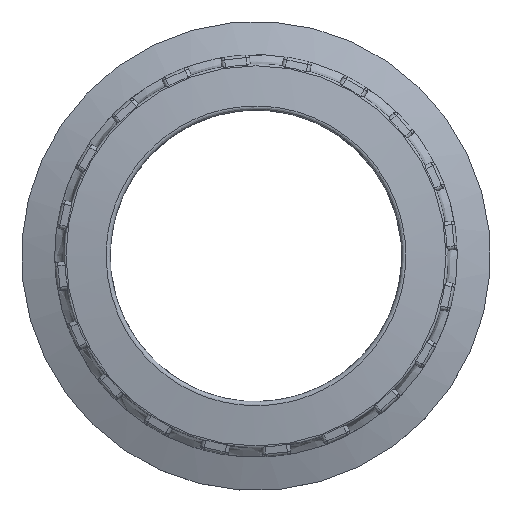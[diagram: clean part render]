
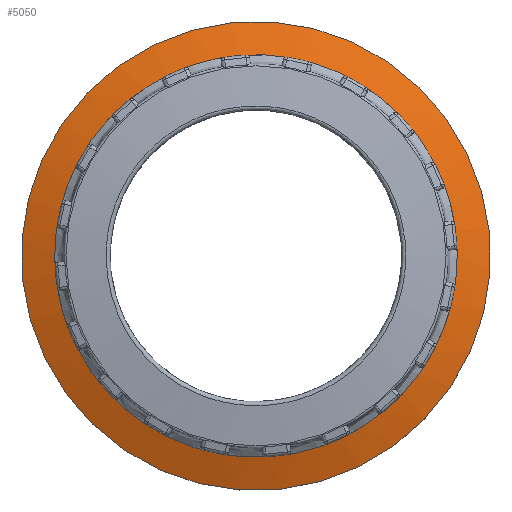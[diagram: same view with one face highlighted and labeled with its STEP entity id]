
A CAD part, top view. The second image highlights one B-rep face of the part: STEP entity #5050.
In plain terms, the highlighted conical face has half-angle 70 degrees and reference radius 32 mm.
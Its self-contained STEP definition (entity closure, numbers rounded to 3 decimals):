
#328=FACE_OUTER_BOUND('',#640,.T.);
#640=EDGE_LOOP('',(#3436,#3437,#3438,#3439,#3440));
#955=CIRCLE('',#5377,33.);
#1183=LINE('',#7403,#1555);
#1555=VECTOR('',#5918,32.);
#1927=B_SPLINE_CURVE_WITH_KNOTS('',3,(#7368,#7369,#7370,#7371),
 .UNSPECIFIED.,.F.,.F.,(4,4),(-3.142,-3.037),
 .UNSPECIFIED.);
#1928=B_SPLINE_CURVE_WITH_KNOTS('',3,(#7372,#7373,#7374,#7375,#7376,#7377,
#7378,#7379,#7380,#7381,#7382,#7383,#7384,#7385,#7386,#7387,#7388,#7389,
#7390,#7391,#7392,#7393,#7394,#7395,#7396,#7397,#7398,#7399,#7400,#7401),
 .UNSPECIFIED.,.F.,.F.,(4,2,2,2,2,2,2,2,2,2,2,2,2,2,4),(-3.037,
-2.842,-2.41,-1.999,-1.541,
-1.092,-0.62,-0.154,0.325,
0.801,1.283,1.764,2.248,2.731,
3.142),.UNSPECIFIED.);
#2133=VERTEX_POINT('',#7366);
#2134=VERTEX_POINT('',#7367);
#2135=VERTEX_POINT('',#7402);
#2630=EDGE_CURVE('',#2133,#2134,#1927,.T.);
#2631=EDGE_CURVE('',#2134,#2133,#1928,.T.);
#2632=EDGE_CURVE('',#2134,#2135,#1183,.T.);
#2633=EDGE_CURVE('',#2135,#2135,#955,.T.);
#3436=ORIENTED_EDGE('',*,*,#2630,.F.);
#3437=ORIENTED_EDGE('',*,*,#2631,.F.);
#3438=ORIENTED_EDGE('',*,*,#2632,.T.);
#3439=ORIENTED_EDGE('',*,*,#2633,.F.);
#3440=ORIENTED_EDGE('',*,*,#2632,.F.);
#5048=CONICAL_SURFACE('',#5376,32.,1.222);
#5050=ADVANCED_FACE('',(#328),#5048,.T.);
#5376=AXIS2_PLACEMENT_3D('',#7365,#5916,#5917);
#5377=AXIS2_PLACEMENT_3D('',#7404,#5919,#5920);
#5916=DIRECTION('center_axis',(0.,0.,
-1.));
#5917=DIRECTION('ref_axis',(0.995,0.104,0.));
#5918=DIRECTION('',(-0.935,-0.098,-0.342));
#5919=DIRECTION('center_axis',(0.,0.,
-1.));
#5920=DIRECTION('ref_axis',(0.995,0.104,0.));
#7365=CARTESIAN_POINT('Origin',(173.972,-124.875,10.834));
#7366=CARTESIAN_POINT('',(145.656,-124.876,12.175));
#7367=CARTESIAN_POINT('',(145.81,-127.823,12.174));
#7368=CARTESIAN_POINT('Ctrl Pts',(145.656,-124.876,12.175));
#7369=CARTESIAN_POINT('Ctrl Pts',(145.656,-125.86,12.175));
#7370=CARTESIAN_POINT('Ctrl Pts',(145.708,-126.844,12.174));
#7371=CARTESIAN_POINT('Ctrl Pts',(145.81,-127.823,12.174));
#7372=CARTESIAN_POINT('Ctrl Pts',(145.81,-127.823,12.174));
#7373=CARTESIAN_POINT('Ctrl Pts',(146.002,-129.66,12.173));
#7374=CARTESIAN_POINT('Ctrl Pts',(146.375,-131.479,12.172));
#7375=CARTESIAN_POINT('Ctrl Pts',(148.124,-137.133,12.17));
#7376=CARTESIAN_POINT('Ctrl Pts',(150.178,-140.757,12.168));
#7377=CARTESIAN_POINT('Ctrl Pts',(155.491,-146.677,12.166));
#7378=CARTESIAN_POINT('Ctrl Pts',(158.685,-149.025,12.165));
#7379=CARTESIAN_POINT('Ctrl Pts',(166.153,-152.432,12.163));
#7380=CARTESIAN_POINT('Ctrl Pts',(170.504,-153.309,12.163));
#7381=CARTESIAN_POINT('Ctrl Pts',(179.058,-153.051,12.163));
#7382=CARTESIAN_POINT('Ctrl Pts',(183.256,-151.959,12.164));
#7383=CARTESIAN_POINT('Ctrl Pts',(190.966,-147.959,12.165));
#7384=CARTESIAN_POINT('Ctrl Pts',(194.423,-144.961,12.167));
#7385=CARTESIAN_POINT('Ctrl Pts',(199.573,-137.752,12.17));
#7386=CARTESIAN_POINT('Ctrl Pts',(201.281,-133.56,12.171));
#7387=CARTESIAN_POINT('Ctrl Pts',(202.646,-124.741,12.175));
#7388=CARTESIAN_POINT('Ctrl Pts',(202.248,-120.113,12.177));
#7389=CARTESIAN_POINT('Ctrl Pts',(199.37,-111.574,12.181));
#7390=CARTESIAN_POINT('Ctrl Pts',(196.904,-107.667,12.182));
#7391=CARTESIAN_POINT('Ctrl Pts',(190.409,-101.374,12.185));
#7392=CARTESIAN_POINT('Ctrl Pts',(186.368,-99.014,12.186));
#7393=CARTESIAN_POINT('Ctrl Pts',(177.654,-96.436,12.187));
#7394=CARTESIAN_POINT('Ctrl Pts',(172.992,-96.215,12.187));
#7395=CARTESIAN_POINT('Ctrl Pts',(164.058,-97.962,12.186));
#7396=CARTESIAN_POINT('Ctrl Pts',(159.798,-99.941,12.186));
#7397=CARTESIAN_POINT('Ctrl Pts',(152.684,-105.656,12.183));
#7398=CARTESIAN_POINT('Ctrl Pts',(149.836,-109.384,12.182));
#7399=CARTESIAN_POINT('Ctrl Pts',(146.464,-117.119,12.178));
#7400=CARTESIAN_POINT('Ctrl Pts',(145.656,-120.997,12.177));
#7401=CARTESIAN_POINT('Ctrl Pts',(145.656,-124.876,12.175));
#7402=CARTESIAN_POINT('',(141.152,-128.31,10.469));
#7403=CARTESIAN_POINT('',(142.146,-128.206,10.833));
#7404=CARTESIAN_POINT('Origin',(173.972,-124.875,10.47));
